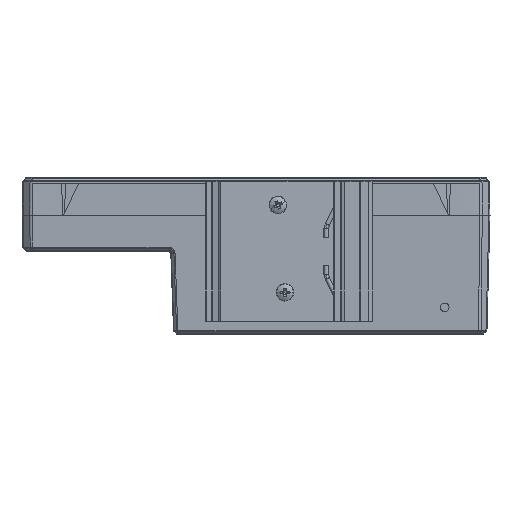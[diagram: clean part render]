
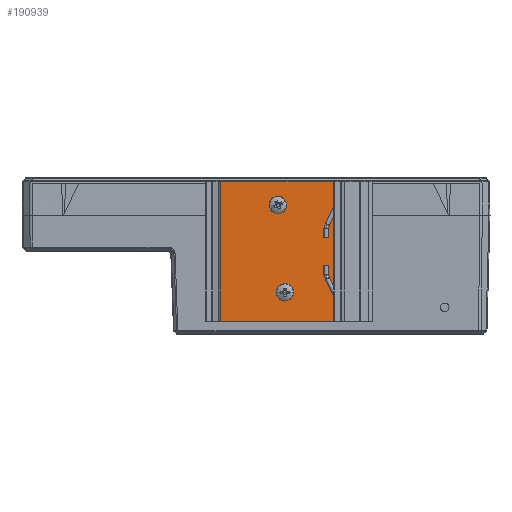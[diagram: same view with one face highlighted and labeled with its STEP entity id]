
A CAD part, left-side view. The second image highlights one B-rep face of the part: STEP entity #190939.
In plain terms, the highlighted planar face has unit normal (-1, 0, 0).
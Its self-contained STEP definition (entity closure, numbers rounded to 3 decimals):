
#1033 = CIRCLE ( 'NONE', #237547, 2.5 ) ;
#7178 = CARTESIAN_POINT ( 'NONE',  ( -46.8, 10.078, -29.8 ) ) ;
#7396 = FACE_OUTER_BOUND ( 'NONE', #76636, .T. ) ;
#8851 = DIRECTION ( 'NONE',  ( 1., 0., 0. ) ) ;
#10275 = CARTESIAN_POINT ( 'NONE',  ( -46.8, -22.078, 10.2 ) ) ;
#12266 = ORIENTED_EDGE ( 'NONE', *, *, #205433, .F. ) ;
#22101 = CARTESIAN_POINT ( 'NONE',  ( -46.8, -22.078, 10.2 ) ) ;
#25281 = CIRCLE ( 'NONE', #113505, 2.5 ) ;
#26788 = DIRECTION ( 'NONE',  ( 0., 0., -1. ) ) ;
#28837 = ORIENTED_EDGE ( 'NONE', *, *, #169544, .F. ) ;
#32049 = DIRECTION ( 'NONE',  ( 0., 0., 1. ) ) ;
#33497 = FACE_BOUND ( 'NONE', #228264, .T. ) ;
#35408 = CARTESIAN_POINT ( 'NONE',  ( -46.8, -8.278, -21.55 ) ) ;
#45883 = EDGE_CURVE ( 'NONE', #247963, #79646, #1033, .T. ) ;
#58634 = DIRECTION ( 'NONE',  ( -1., 0., 0. ) ) ;
#59919 = EDGE_CURVE ( 'NONE', #208538, #191654, #256015, .T. ) ;
#62678 = EDGE_CURVE ( 'NONE', #79646, #247963, #25281, .T. ) ;
#76636 = EDGE_LOOP ( 'NONE', ( #234350, #28837, #249597, #119229 ) ) ;
#79646 = VERTEX_POINT ( 'NONE', #188628 ) ;
#81181 = AXIS2_PLACEMENT_3D ( 'NONE', #249129, #95235, #137511 ) ;
#90102 = VERTEX_POINT ( 'NONE', #149018 ) ;
#95235 = DIRECTION ( 'NONE',  ( -1., 0., 0. ) ) ;
#97670 = CARTESIAN_POINT ( 'NONE',  ( -46.8, -22.078, -29.8 ) ) ;
#101454 = EDGE_CURVE ( 'NONE', #90102, #269114, #219171, .T. ) ;
#102297 = DIRECTION ( 'NONE',  ( 0., 0., 1. ) ) ;
#104030 = EDGE_LOOP ( 'NONE', ( #12266, #183674 ) ) ;
#107021 = EDGE_CURVE ( 'NONE', #90102, #168232, #137364, .T. ) ;
#113505 = AXIS2_PLACEMENT_3D ( 'NONE', #165077, #266341, #260646 ) ;
#114443 = CARTESIAN_POINT ( 'NONE',  ( -46.8, -8.278, -24.05 ) ) ;
#117217 = CARTESIAN_POINT ( 'NONE',  ( -46.8, -7.383, 1.207 ) ) ;
#119229 = ORIENTED_EDGE ( 'NONE', *, *, #107021, .T. ) ;
#121911 = VECTOR ( 'NONE', #268847, 1000. ) ;
#124875 = AXIS2_PLACEMENT_3D ( 'NONE', #273171, #8851, #32049 ) ;
#137364 = LINE ( 'NONE', #156226, #230747 ) ;
#137511 = DIRECTION ( 'NONE',  ( 0., 0., 1. ) ) ;
#149018 = CARTESIAN_POINT ( 'NONE',  ( -46.8, 10.078, 10.2 ) ) ;
#150830 = CIRCLE ( 'NONE', #81181, 2.5 ) ;
#154025 = CARTESIAN_POINT ( 'NONE',  ( -46.8, -22.078, -29.8 ) ) ;
#156226 = CARTESIAN_POINT ( 'NONE',  ( -46.8, 10.078, 10.2 ) ) ;
#165077 = CARTESIAN_POINT ( 'NONE',  ( -46.8, -6.278, 3.45 ) ) ;
#168232 = VERTEX_POINT ( 'NONE', #7178 ) ;
#169544 = EDGE_CURVE ( 'NONE', #269114, #231140, #205086, .T. ) ;
#183674 = ORIENTED_EDGE ( 'NONE', *, *, #59919, .F. ) ;
#188628 = CARTESIAN_POINT ( 'NONE',  ( -46.8, -5.174, 5.693 ) ) ;
#189006 = FACE_BOUND ( 'NONE', #104030, .T. ) ;
#190939 = ADVANCED_FACE ( 'NONE', ( #33497, #189006, #7396 ), #206521, .F. ) ;
#191654 = VERTEX_POINT ( 'NONE', #235034 ) ;
#191679 = DIRECTION ( 'NONE',  ( 0., -1., 0. ) ) ;
#205086 = LINE ( 'NONE', #10275, #121911 ) ;
#205433 = EDGE_CURVE ( 'NONE', #191654, #208538, #150830, .T. ) ;
#206521 = PLANE ( 'NONE',  #124875 ) ;
#208538 = VERTEX_POINT ( 'NONE', #114443 ) ;
#209760 = CARTESIAN_POINT ( 'NONE',  ( -46.8, -6.278, 3.45 ) ) ;
#212589 = DIRECTION ( 'NONE',  ( 0., 0.442, 0.897 ) ) ;
#214891 = CARTESIAN_POINT ( 'NONE',  ( -46.8, -22.078, 10.2 ) ) ;
#216874 = EDGE_CURVE ( 'NONE', #168232, #231140, #265619, .T. ) ;
#219171 = LINE ( 'NONE', #214891, #250745 ) ;
#220771 = DIRECTION ( 'NONE',  ( 0., -1., 0. ) ) ;
#226097 = VECTOR ( 'NONE', #220771, 1000. ) ;
#228264 = EDGE_LOOP ( 'NONE', ( #239600, #283137 ) ) ;
#228293 = AXIS2_PLACEMENT_3D ( 'NONE', #35408, #58634, #102297 ) ;
#230747 = VECTOR ( 'NONE', #26788, 1000. ) ;
#231140 = VERTEX_POINT ( 'NONE', #97670 ) ;
#232851 = DIRECTION ( 'NONE',  ( -1., 0., 0. ) ) ;
#234350 = ORIENTED_EDGE ( 'NONE', *, *, #216874, .T. ) ;
#235034 = CARTESIAN_POINT ( 'NONE',  ( -46.8, -8.278, -19.05 ) ) ;
#237547 = AXIS2_PLACEMENT_3D ( 'NONE', #209760, #232851, #212589 ) ;
#239600 = ORIENTED_EDGE ( 'NONE', *, *, #62678, .F. ) ;
#247963 = VERTEX_POINT ( 'NONE', #117217 ) ;
#249129 = CARTESIAN_POINT ( 'NONE',  ( -46.8, -8.278, -21.55 ) ) ;
#249597 = ORIENTED_EDGE ( 'NONE', *, *, #101454, .F. ) ;
#250745 = VECTOR ( 'NONE', #191679, 1000. ) ;
#256015 = CIRCLE ( 'NONE', #228293, 2.5 ) ;
#260646 = DIRECTION ( 'NONE',  ( 0., 0.442, 0.897 ) ) ;
#265619 = LINE ( 'NONE', #154025, #226097 ) ;
#266341 = DIRECTION ( 'NONE',  ( -1., 0., 0. ) ) ;
#268847 = DIRECTION ( 'NONE',  ( 0., 0., -1. ) ) ;
#269114 = VERTEX_POINT ( 'NONE', #22101 ) ;
#273171 = CARTESIAN_POINT ( 'NONE',  ( -46.8, -22.078, 10.2 ) ) ;
#283137 = ORIENTED_EDGE ( 'NONE', *, *, #45883, .F. ) ;
